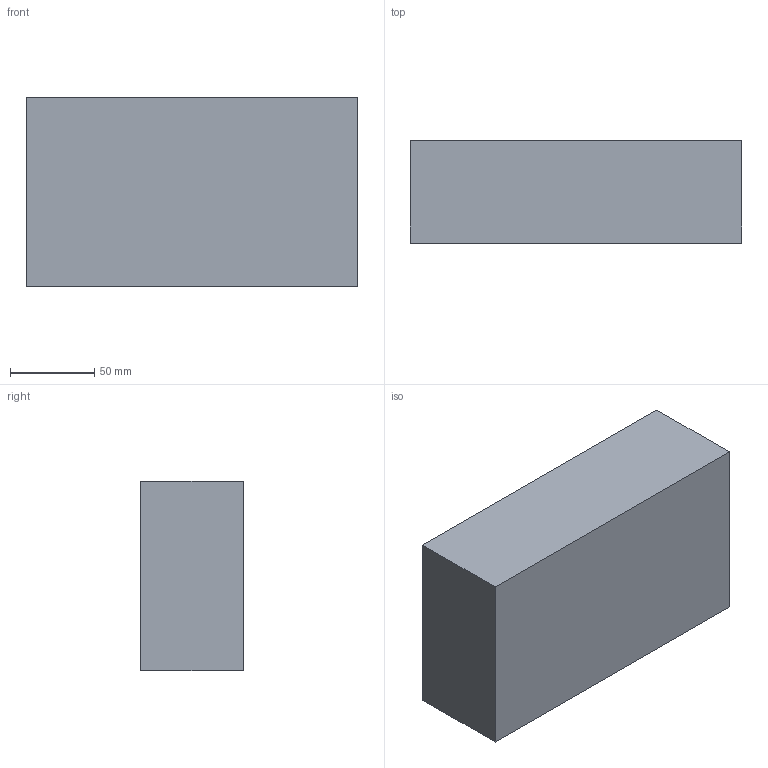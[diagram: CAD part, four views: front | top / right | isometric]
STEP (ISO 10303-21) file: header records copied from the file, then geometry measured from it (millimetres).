
FILE_DESCRIPTION (( 'STEP AP203' ), '1' );
FILE_NAME ('kutu2.STEP', '2023-08-29T22:45:58', ( '' ), ( '' ), 'SwSTEP 2.0', 'SolidWorks 2023', '' );
FILE_SCHEMA (( 'CONFIG_CONTROL_DESIGN' ));
Length unit declared in the file: inch
Products named in the file (1): kutu2
Bounding box: 197 x 61 x 113 mm (x, y, z)
Volume: 205676 mm3; surface area: 116253.7 mm2
Topology: 1 solids, 1 shells, 21 faces, 48 edges, 32 vertices
Faces by surface type: plane 17, cylinder 4
Entity records: 673 total; most frequent: CARTESIAN_POINT 102, DIRECTION 100, ORIENTED_EDGE 96, EDGE_CURVE 48, VECTOR 40, LINE 40, VERTEX_POINT 32, AXIS2_PLACEMENT_3D 30
